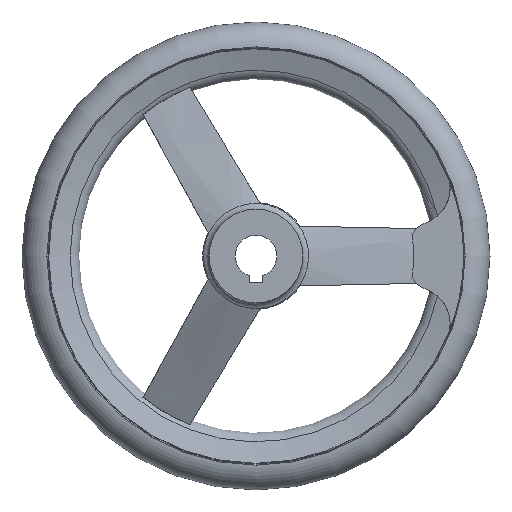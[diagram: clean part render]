
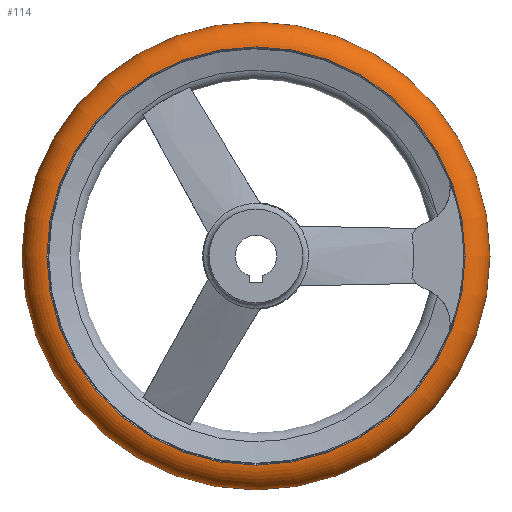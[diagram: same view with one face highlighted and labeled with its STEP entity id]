
A CAD part, front view. The second image highlights one B-rep face of the part: STEP entity #114.
In plain terms, the highlighted toroidal (fillet/blend) face has major radius 80 mm and minor radius 10 mm.
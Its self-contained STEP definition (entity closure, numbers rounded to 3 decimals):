
#114 = ADVANCED_FACE( '', ( #251, #252, #253 ), #254, .T. );
#251 = FACE_BOUND( '', #413, .T. );
#252 = FACE_OUTER_BOUND( '', #414, .T. );
#253 = FACE_OUTER_BOUND( '', #415, .T. );
#254 = TOROIDAL_SURFACE( '', #416, 80., 10. );
#413 = VERTEX_LOOP( '', #703 );
#414 = EDGE_LOOP( '', ( #704 ) );
#415 = EDGE_LOOP( '', ( #705 ) );
#416 = AXIS2_PLACEMENT_3D( '', #706, #707, #708 );
#703 = VERTEX_POINT( '', #1003 );
#704 = ORIENTED_EDGE( '', *, *, #932, .T. );
#705 = ORIENTED_EDGE( '', *, *, #1004, .F. );
#706 = CARTESIAN_POINT( '', ( 0., 32.5, 0. ) );
#707 = DIRECTION( '', ( 0., -1., 0. ) );
#708 = DIRECTION( '', ( 0., 0., -1. ) );
#932 = EDGE_CURVE( '', #1101, #1101, #1102, .T. );
#1003 = CARTESIAN_POINT( '', ( 0., 32.5, -90. ) );
#1004 = EDGE_CURVE( '', #1217, #1217, #1218, .T. );
#1101 = VERTEX_POINT( '', #1348 );
#1102 = CIRCLE( '', #1349, 80.417 );
#1217 = VERTEX_POINT( '', #1661 );
#1218 = CIRCLE( '', #1662, 80.417 );
#1348 = CARTESIAN_POINT( '', ( 0., 42.491, -80.417 ) );
#1349 = AXIS2_PLACEMENT_3D( '', #1995, #1996, #1997 );
#1661 = CARTESIAN_POINT( '', ( 0., 22.509, -80.417 ) );
#1662 = AXIS2_PLACEMENT_3D( '', #2072, #2073, #2074 );
#1995 = CARTESIAN_POINT( '', ( 0., 42.491, 0. ) );
#1996 = DIRECTION( '', ( 0., -1., 0. ) );
#1997 = DIRECTION( '', ( 0., 0., -1. ) );
#2072 = CARTESIAN_POINT( '', ( 0., 22.509, 0. ) );
#2073 = DIRECTION( '', ( 0., -1., 0. ) );
#2074 = DIRECTION( '', ( 0., 0., -1. ) );
